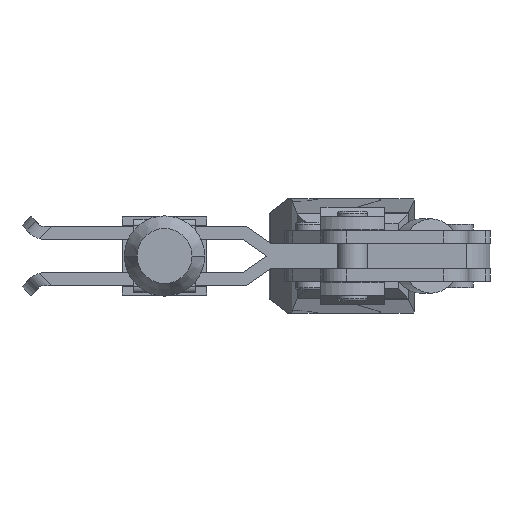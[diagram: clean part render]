
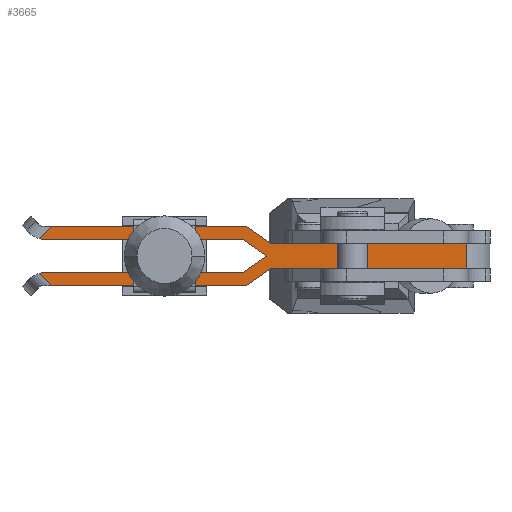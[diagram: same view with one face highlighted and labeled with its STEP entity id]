
A CAD part, front view. The second image highlights one B-rep face of the part: STEP entity #3665.
In plain terms, the highlighted planar face has unit normal (0, -1, 0).
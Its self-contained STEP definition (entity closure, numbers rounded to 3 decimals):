
#59 = CIRCLE ( 'NONE', #440, 4. ) ;
#73 = EDGE_CURVE ( 'NONE', #1245, #9296, #59, .T. ) ;
#162 = CARTESIAN_POINT ( 'NONE',  ( -12., 36., -3. ) ) ;
#290 = EDGE_CURVE ( 'NONE', #8981, #9296, #8881, .T. ) ;
#313 = VECTOR ( 'NONE', #1833, 1000. ) ;
#321 = EDGE_CURVE ( 'NONE', #10023, #7768, #6164, .T. ) ;
#331 = CARTESIAN_POINT ( 'NONE',  ( -65.8, 36., -4. ) ) ;
#416 = CARTESIAN_POINT ( 'NONE',  ( 34.359, 36., 10.1 ) ) ;
#425 = CARTESIAN_POINT ( 'NONE',  ( -63.672, 36., -7. ) ) ;
#434 = CARTESIAN_POINT ( 'NONE',  ( -63.672, 36., 7. ) ) ;
#440 = AXIS2_PLACEMENT_3D ( 'NONE', #7648, #2038, #6618 ) ;
#590 = LINE ( 'NONE', #416, #9227 ) ;
#601 = LINE ( 'NONE', #4300, #4075 ) ;
#998 = EDGE_CURVE ( 'NONE', #3383, #8568, #8687, .T. ) ;
#1198 = VERTEX_POINT ( 'NONE', #1758 ) ;
#1245 = VERTEX_POINT ( 'NONE', #10122 ) ;
#1407 = CARTESIAN_POINT ( 'NONE',  ( -72.236, 36., -1.564 ) ) ;
#1443 = VERTEX_POINT ( 'NONE', #162 ) ;
#1464 = VECTOR ( 'NONE', #7704, 1000. ) ;
#1582 = CARTESIAN_POINT ( 'NONE',  ( 34.359, 36., -3. ) ) ;
#1758 = CARTESIAN_POINT ( 'NONE',  ( 34.359, 36., 3. ) ) ;
#1798 = DIRECTION ( 'NONE',  ( 1., 0., 0. ) ) ;
#1813 = VECTOR ( 'NONE', #10539, 1000. ) ;
#1833 = DIRECTION ( 'NONE',  ( 0.819, 0., -0.574 ) ) ;
#2032 = ORIENTED_EDGE ( 'NONE', *, *, #8353, .F. ) ;
#2038 = DIRECTION ( 'NONE',  ( 0., 1., 0. ) ) ;
#2068 = CARTESIAN_POINT ( 'NONE',  ( -64.236, 36., -6.436 ) ) ;
#2083 = CARTESIAN_POINT ( 'NONE',  ( -18.658, 36., -4. ) ) ;
#2121 = DIRECTION ( 'NONE',  ( 0.707, 0., -0.707 ) ) ;
#2152 = CARTESIAN_POINT ( 'NONE',  ( -18.658, 36., 4. ) ) ;
#2340 = EDGE_CURVE ( 'NONE', #3679, #1198, #7299, .T. ) ;
#2403 = VERTEX_POINT ( 'NONE', #9204 ) ;
#2405 = VECTOR ( 'NONE', #10066, 1000. ) ;
#2526 = CARTESIAN_POINT ( 'NONE',  ( -18.658, 36., -4. ) ) ;
#2802 = CARTESIAN_POINT ( 'NONE',  ( -17.713, 36., 7. ) ) ;
#2939 = LINE ( 'NONE', #10096, #8918 ) ;
#3034 = LINE ( 'NONE', #2068, #11714 ) ;
#3097 = AXIS2_PLACEMENT_3D ( 'NONE', #6902, #8662, #7653 ) ;
#3314 = ORIENTED_EDGE ( 'NONE', *, *, #10790, .F. ) ;
#3353 = LINE ( 'NONE', #2152, #1464 ) ;
#3383 = VERTEX_POINT ( 'NONE', #11329 ) ;
#3386 = DIRECTION ( 'NONE',  ( 0., 0., 1. ) ) ;
#3522 = CARTESIAN_POINT ( 'NONE',  ( -18.658, 36., 4. ) ) ;
#3541 = VERTEX_POINT ( 'NONE', #5539 ) ;
#3665 = ADVANCED_FACE ( 'NONE', ( #8543 ), #9624, .F. ) ;
#3679 = VERTEX_POINT ( 'NONE', #7828 ) ;
#3923 = EDGE_CURVE ( 'NONE', #2403, #9457, #2939, .T. ) ;
#4059 = VERTEX_POINT ( 'NONE', #2083 ) ;
#4075 = VECTOR ( 'NONE', #10855, 1000. ) ;
#4245 = VECTOR ( 'NONE', #8766, 1000. ) ;
#4300 = CARTESIAN_POINT ( 'NONE',  ( -65.8, 36., 7. ) ) ;
#4348 = LINE ( 'NONE', #7366, #2405 ) ;
#4349 = ORIENTED_EDGE ( 'NONE', *, *, #3923, .F. ) ;
#4406 = CARTESIAN_POINT ( 'NONE',  ( -65.8, 36., -4. ) ) ;
#4539 = ORIENTED_EDGE ( 'NONE', *, *, #5979, .T. ) ;
#4952 = ORIENTED_EDGE ( 'NONE', *, *, #11199, .F. ) ;
#5166 = LINE ( 'NONE', #8838, #9320 ) ;
#5229 = EDGE_CURVE ( 'NONE', #1443, #2403, #5166, .T. ) ;
#5265 = EDGE_CURVE ( 'NONE', #4059, #3383, #7103, .T. ) ;
#5397 = DIRECTION ( 'NONE',  ( 1., 0., 0. ) ) ;
#5539 = CARTESIAN_POINT ( 'NONE',  ( -17.713, 36., 7. ) ) ;
#5786 = EDGE_CURVE ( 'NONE', #10023, #9457, #3034, .T. ) ;
#5787 = EDGE_LOOP ( 'NONE', ( #3314, #9783, #7695, #8929, #9059, #11397, #4952, #8288, #9375, #4349, #7003, #9163, #4539, #10246, #2032 ) ) ;
#5979 = EDGE_CURVE ( 'NONE', #7091, #1198, #590, .T. ) ;
#6052 = EDGE_CURVE ( 'NONE', #7091, #1443, #4348, .T. ) ;
#6164 = CIRCLE ( 'NONE', #9243, 4. ) ;
#6202 = DIRECTION ( 'NONE',  ( 0.819, 0., 0.574 ) ) ;
#6420 = LINE ( 'NONE', #2802, #313 ) ;
#6441 = VECTOR ( 'NONE', #6202, 1000. ) ;
#6618 = DIRECTION ( 'NONE',  ( 1., 0., 0. ) ) ;
#6902 = CARTESIAN_POINT ( 'NONE',  ( -65.8, 36., -8. ) ) ;
#7003 = ORIENTED_EDGE ( 'NONE', *, *, #5229, .F. ) ;
#7091 = VERTEX_POINT ( 'NONE', #1582 ) ;
#7103 = LINE ( 'NONE', #2526, #6441 ) ;
#7299 = LINE ( 'NONE', #7536, #11440 ) ;
#7366 = CARTESIAN_POINT ( 'NONE',  ( 40., 36., -3. ) ) ;
#7536 = CARTESIAN_POINT ( 'NONE',  ( -12., 36., 3. ) ) ;
#7648 = CARTESIAN_POINT ( 'NONE',  ( -65.8, 36., 8. ) ) ;
#7653 = DIRECTION ( 'NONE',  ( 1., 0., 0. ) ) ;
#7695 = ORIENTED_EDGE ( 'NONE', *, *, #73, .F. ) ;
#7704 = DIRECTION ( 'NONE',  ( -1., 0., 0. ) ) ;
#7768 = VERTEX_POINT ( 'NONE', #331 ) ;
#7777 = EDGE_CURVE ( 'NONE', #8568, #1245, #3353, .T. ) ;
#7828 = CARTESIAN_POINT ( 'NONE',  ( -12., 36., 3. ) ) ;
#8090 = DIRECTION ( 'NONE',  ( 1., 0., 0. ) ) ;
#8288 = ORIENTED_EDGE ( 'NONE', *, *, #321, .F. ) ;
#8353 = EDGE_CURVE ( 'NONE', #3541, #3679, #6420, .T. ) ;
#8474 = CARTESIAN_POINT ( 'NONE',  ( -66.592, 36., -4.079 ) ) ;
#8543 = FACE_OUTER_BOUND ( 'NONE', #5787, .T. ) ;
#8568 = VERTEX_POINT ( 'NONE', #3522 ) ;
#8662 = DIRECTION ( 'NONE',  ( 0., 1., 0. ) ) ;
#8666 = VECTOR ( 'NONE', #8090, 1000. ) ;
#8687 = LINE ( 'NONE', #11452, #1813 ) ;
#8766 = DIRECTION ( 'NONE',  ( -0.707, 0., -0.707 ) ) ;
#8838 = CARTESIAN_POINT ( 'NONE',  ( -12., 36., -3. ) ) ;
#8881 = LINE ( 'NONE', #1407, #4245 ) ;
#8918 = VECTOR ( 'NONE', #9258, 1000. ) ;
#8929 = ORIENTED_EDGE ( 'NONE', *, *, #7777, .F. ) ;
#8981 = VERTEX_POINT ( 'NONE', #434 ) ;
#9007 = DIRECTION ( 'NONE',  ( 0., 1., 0. ) ) ;
#9059 = ORIENTED_EDGE ( 'NONE', *, *, #998, .F. ) ;
#9163 = ORIENTED_EDGE ( 'NONE', *, *, #6052, .F. ) ;
#9204 = CARTESIAN_POINT ( 'NONE',  ( -17.713, 36., -7. ) ) ;
#9227 = VECTOR ( 'NONE', #3386, 1000. ) ;
#9243 = AXIS2_PLACEMENT_3D ( 'NONE', #10043, #9007, #5397 ) ;
#9258 = DIRECTION ( 'NONE',  ( -1., 0., 0. ) ) ;
#9296 = VERTEX_POINT ( 'NONE', #10992 ) ;
#9320 = VECTOR ( 'NONE', #10589, 1000. ) ;
#9375 = ORIENTED_EDGE ( 'NONE', *, *, #5786, .T. ) ;
#9457 = VERTEX_POINT ( 'NONE', #425 ) ;
#9624 = PLANE ( 'NONE',  #3097 ) ;
#9783 = ORIENTED_EDGE ( 'NONE', *, *, #290, .T. ) ;
#10023 = VERTEX_POINT ( 'NONE', #8474 ) ;
#10043 = CARTESIAN_POINT ( 'NONE',  ( -65.8, 36., -8. ) ) ;
#10066 = DIRECTION ( 'NONE',  ( -1., 0., 0. ) ) ;
#10096 = CARTESIAN_POINT ( 'NONE',  ( -17.713, 36., -7. ) ) ;
#10122 = CARTESIAN_POINT ( 'NONE',  ( -65.8, 36., 4. ) ) ;
#10246 = ORIENTED_EDGE ( 'NONE', *, *, #2340, .F. ) ;
#10539 = DIRECTION ( 'NONE',  ( -0.819, 0., 0.574 ) ) ;
#10589 = DIRECTION ( 'NONE',  ( -0.819, 0., -0.574 ) ) ;
#10790 = EDGE_CURVE ( 'NONE', #8981, #3541, #601, .T. ) ;
#10855 = DIRECTION ( 'NONE',  ( 1., 0., 0. ) ) ;
#10992 = CARTESIAN_POINT ( 'NONE',  ( -66.592, 36., 4.079 ) ) ;
#11199 = EDGE_CURVE ( 'NONE', #7768, #4059, #11752, .T. ) ;
#11329 = CARTESIAN_POINT ( 'NONE',  ( -12.946, 36., 0. ) ) ;
#11397 = ORIENTED_EDGE ( 'NONE', *, *, #5265, .F. ) ;
#11440 = VECTOR ( 'NONE', #1798, 1000. ) ;
#11452 = CARTESIAN_POINT ( 'NONE',  ( -12.946, 36., 0. ) ) ;
#11714 = VECTOR ( 'NONE', #2121, 1000. ) ;
#11752 = LINE ( 'NONE', #4406, #8666 ) ;
